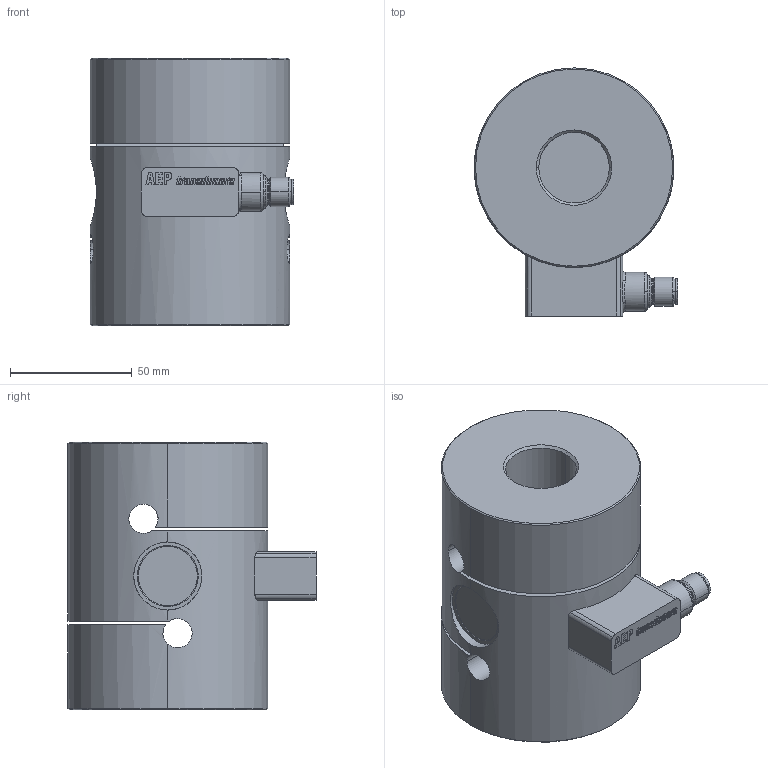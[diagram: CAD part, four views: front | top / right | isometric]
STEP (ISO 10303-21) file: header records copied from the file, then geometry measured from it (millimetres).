
FILE_DESCRIPTION(('STEP AP214'),'1');
FILE_NAME('TCE-AMP_82 up to 10t.stp','2015-05-19T15:34:41',(' '),(' '),'Spatial InterOp 3D',' ',' ');
FILE_SCHEMA(('automotive_design'));
Length unit declared in the file: metre
Products named in the file (1): Box
Bounding box: 83.6 x 101.9 x 110 mm (x, y, z)
Volume: 537223.3 mm3; surface area: 64148.6 mm2
Topology: 1 solids, 2 shells, 285 faces, 726 edges, 478 vertices
Faces by surface type: plane 153, cylinder 54, extrusion 42, torus 22, cone 12, bspline 2
Entity records: 12267 total; most frequent: CARTESIAN_POINT 3135, ORIENTED_EDGE 1452, DIRECTION 1303, EDGE_CURVE 726, VERTEX_POINT 478, VECTOR 473, LINE 431, AXIS2_PLACEMENT_3D 415
